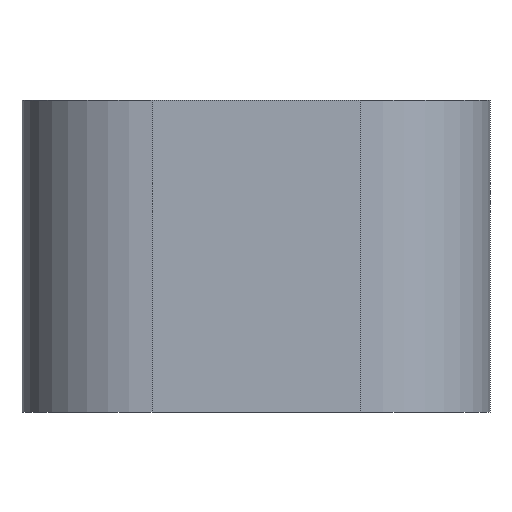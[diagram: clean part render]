
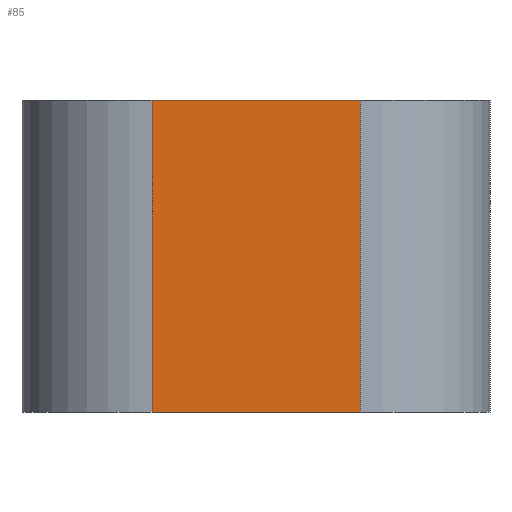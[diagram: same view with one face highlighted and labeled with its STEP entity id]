
A CAD part, left-side view. The second image highlights one B-rep face of the part: STEP entity #85.
In plain terms, the highlighted planar face has unit normal (-1, 0, 0).
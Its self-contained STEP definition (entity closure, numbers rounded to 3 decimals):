
#85 = ADVANCED_FACE( '', ( #198 ), #199, .F. );
#198 = FACE_OUTER_BOUND( '', #339, .T. );
#199 = PLANE( '', #340 );
#339 = EDGE_LOOP( '', ( #516, #517, #518, #519 ) );
#340 = AXIS2_PLACEMENT_3D( '', #520, #521, #522 );
#516 = ORIENTED_EDGE( '', *, *, #741, .T. );
#517 = ORIENTED_EDGE( '', *, *, #742, .F. );
#518 = ORIENTED_EDGE( '', *, *, #743, .F. );
#519 = ORIENTED_EDGE( '', *, *, #744, .T. );
#520 = CARTESIAN_POINT( '', ( -18.5, 4., 12. ) );
#521 = DIRECTION( '', ( 1., 0., 0. ) );
#522 = DIRECTION( '', ( 0., 0., -1. ) );
#741 = EDGE_CURVE( '', #874, #875, #876, .T. );
#742 = EDGE_CURVE( '', #877, #875, #878, .T. );
#743 = EDGE_CURVE( '', #879, #877, #880, .T. );
#744 = EDGE_CURVE( '', #879, #874, #881, .T. );
#874 = VERTEX_POINT( '', #1037 );
#875 = VERTEX_POINT( '', #1038 );
#876 = LINE( '', #1039, #1040 );
#877 = VERTEX_POINT( '', #1041 );
#878 = LINE( '', #1042, #1043 );
#879 = VERTEX_POINT( '', #1044 );
#880 = LINE( '', #1045, #1046 );
#881 = LINE( '', #1047, #1048 );
#1037 = CARTESIAN_POINT( '', ( -18.5, 4., 0. ) );
#1038 = CARTESIAN_POINT( '', ( -18.5, -4., 0. ) );
#1039 = CARTESIAN_POINT( '', ( -18.5, 4., 0. ) );
#1040 = VECTOR( '', #1210, 1000. );
#1041 = CARTESIAN_POINT( '', ( -18.5, -4., 12. ) );
#1042 = CARTESIAN_POINT( '', ( -18.5, -4., 12. ) );
#1043 = VECTOR( '', #1211, 1000. );
#1044 = CARTESIAN_POINT( '', ( -18.5, 4., 12. ) );
#1045 = CARTESIAN_POINT( '', ( -18.5, 4., 12. ) );
#1046 = VECTOR( '', #1212, 1000. );
#1047 = CARTESIAN_POINT( '', ( -18.5, 4., 12. ) );
#1048 = VECTOR( '', #1213, 1000. );
#1210 = DIRECTION( '', ( 0., -1., 0. ) );
#1211 = DIRECTION( '', ( 0., 0., -1. ) );
#1212 = DIRECTION( '', ( 0., -1., 0. ) );
#1213 = DIRECTION( '', ( 0., 0., -1. ) );
